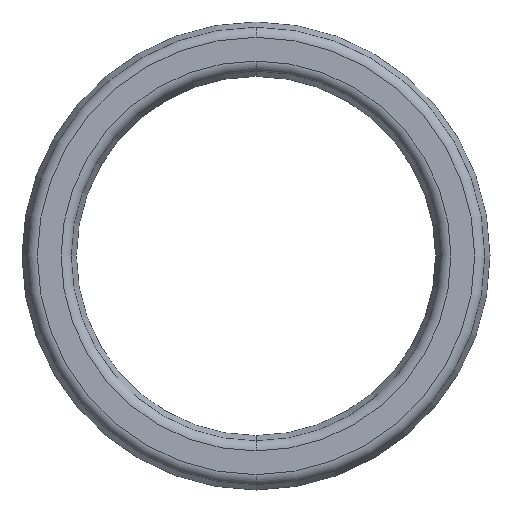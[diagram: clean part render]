
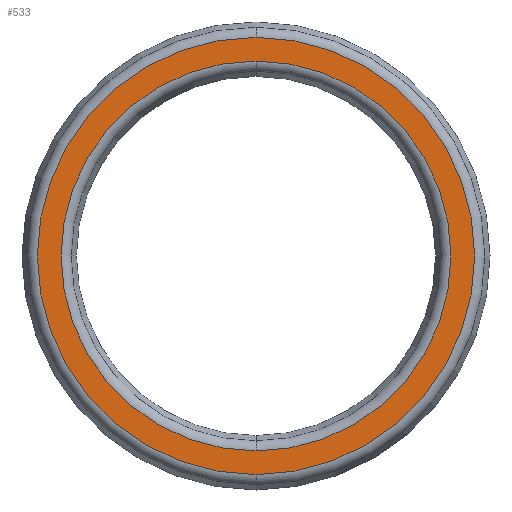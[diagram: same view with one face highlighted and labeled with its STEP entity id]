
A CAD part, front view. The second image highlights one B-rep face of the part: STEP entity #533.
In plain terms, the highlighted planar face has unit normal (0, -1, 0).
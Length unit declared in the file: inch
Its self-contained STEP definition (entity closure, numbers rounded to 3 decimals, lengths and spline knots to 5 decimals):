
#30 = CIRCLE ( 'NONE', #39, 1.11949 ) ;
#39 = AXIS2_PLACEMENT_3D ( 'NONE', #628, #126, #121 ) ;
#49 = DIRECTION ( 'NONE',  ( 0., -1., 0. ) ) ;
#52 = ORIENTED_EDGE ( 'NONE', *, *, #401, .T. ) ;
#59 = EDGE_LOOP ( 'NONE', ( #640, #52 ) ) ;
#62 = EDGE_CURVE ( 'NONE', #348, #322, #578, .T. ) ;
#85 = CARTESIAN_POINT ( 'NONE',  ( 1.1875, -0.25, 1.25551 ) ) ;
#101 = FACE_BOUND ( 'NONE', #59, .T. ) ;
#121 = DIRECTION ( 'NONE',  ( 0., 0., -1. ) ) ;
#124 = CARTESIAN_POINT ( 'NONE',  ( 1.1875, -0.25, -1.25551 ) ) ;
#126 = DIRECTION ( 'NONE',  ( 0., 1., 0. ) ) ;
#218 = EDGE_CURVE ( 'NONE', #495, #498, #30, .T. ) ;
#268 = ORIENTED_EDGE ( 'NONE', *, *, #579, .T. ) ;
#281 = CIRCLE ( 'NONE', #326, 1.11949 ) ;
#298 = ORIENTED_EDGE ( 'NONE', *, *, #62, .T. ) ;
#303 = AXIS2_PLACEMENT_3D ( 'NONE', #305, #567, #603 ) ;
#305 = CARTESIAN_POINT ( 'NONE',  ( -0.10938, -0.25, 0. ) ) ;
#322 = VERTEX_POINT ( 'NONE', #124 ) ;
#326 = AXIS2_PLACEMENT_3D ( 'NONE', #384, #483, #479 ) ;
#342 = AXIS2_PLACEMENT_3D ( 'NONE', #502, #49, #450 ) ;
#348 = VERTEX_POINT ( 'NONE', #85 ) ;
#384 = CARTESIAN_POINT ( 'NONE',  ( 1.1875, -0.25, 0. ) ) ;
#401 = EDGE_CURVE ( 'NONE', #498, #495, #281, .T. ) ;
#402 = CARTESIAN_POINT ( 'NONE',  ( 1.1875, -0.25, -1.11949 ) ) ;
#450 = DIRECTION ( 'NONE',  ( 0., 0., -1. ) ) ;
#479 = DIRECTION ( 'NONE',  ( 0., 0., -1. ) ) ;
#483 = DIRECTION ( 'NONE',  ( 0., 1., 0. ) ) ;
#495 = VERTEX_POINT ( 'NONE', #402 ) ;
#498 = VERTEX_POINT ( 'NONE', #514 ) ;
#501 = AXIS2_PLACEMENT_3D ( 'NONE', #564, #519, #503 ) ;
#502 = CARTESIAN_POINT ( 'NONE',  ( 1.1875, -0.25, 0. ) ) ;
#503 = DIRECTION ( 'NONE',  ( 0., 0., -1. ) ) ;
#510 = PLANE ( 'NONE',  #303 ) ;
#514 = CARTESIAN_POINT ( 'NONE',  ( 1.1875, -0.25, 1.11949 ) ) ;
#517 = FACE_OUTER_BOUND ( 'NONE', #654, .T. ) ;
#519 = DIRECTION ( 'NONE',  ( 0., -1., 0. ) ) ;
#523 = CIRCLE ( 'NONE', #342, 1.25551 ) ;
#533 = ADVANCED_FACE ( 'NONE', ( #517, #101 ), #510, .T. ) ;
#564 = CARTESIAN_POINT ( 'NONE',  ( 1.1875, -0.25, 0. ) ) ;
#567 = DIRECTION ( 'NONE',  ( 0., -1., 0. ) ) ;
#578 = CIRCLE ( 'NONE', #501, 1.25551 ) ;
#579 = EDGE_CURVE ( 'NONE', #322, #348, #523, .T. ) ;
#603 = DIRECTION ( 'NONE',  ( 0., 0., -1. ) ) ;
#628 = CARTESIAN_POINT ( 'NONE',  ( 1.1875, -0.25, 0. ) ) ;
#640 = ORIENTED_EDGE ( 'NONE', *, *, #218, .T. ) ;
#654 = EDGE_LOOP ( 'NONE', ( #268, #298 ) ) ;
